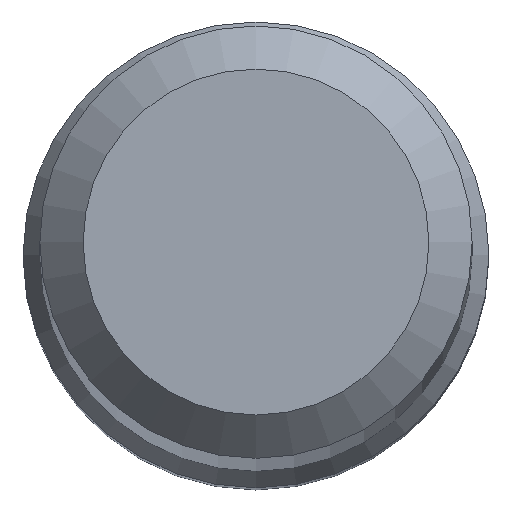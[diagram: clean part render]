
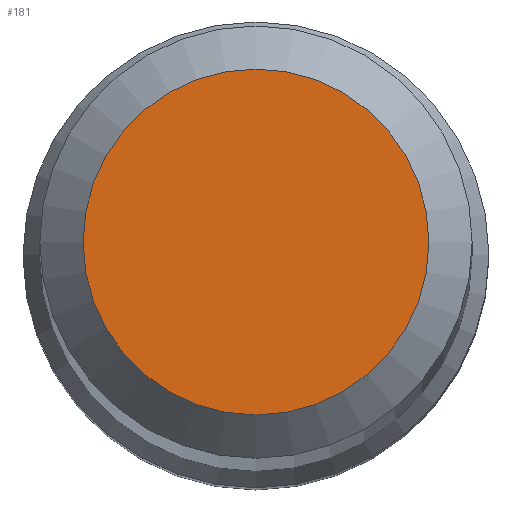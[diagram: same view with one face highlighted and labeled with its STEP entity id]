
A CAD part, top view. The second image highlights one B-rep face of the part: STEP entity #181.
In plain terms, the highlighted planar face has unit normal (0, 0, 1).
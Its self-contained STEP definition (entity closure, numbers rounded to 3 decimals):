
#3 = DIRECTION ( 'NONE',  ( 0., 1., 0. ) ) ;
#77 = DIRECTION ( 'NONE',  ( 0., 0., -1. ) ) ;
#81 = AXIS2_PLACEMENT_3D ( 'NONE', #89, #95, #228 ) ;
#89 = CARTESIAN_POINT ( 'NONE',  ( 0., 0., 80. ) ) ;
#95 = DIRECTION ( 'NONE',  ( 0., 0., -1. ) ) ;
#104 = CARTESIAN_POINT ( 'NONE',  ( 0., 0., 80. ) ) ;
#135 = ORIENTED_EDGE ( 'NONE', *, *, #174, .F. ) ;
#158 = AXIS2_PLACEMENT_3D ( 'NONE', #104, #77, #3 ) ;
#170 = CARTESIAN_POINT ( 'NONE',  ( 0., 1.6, 80. ) ) ;
#174 = EDGE_CURVE ( 'NONE', #177, #177, #183, .T. ) ;
#177 = VERTEX_POINT ( 'NONE', #170 ) ;
#181 = ADVANCED_FACE ( 'NONE', ( #210 ), #198, .F. ) ;
#183 = CIRCLE ( 'NONE', #158, 1.6 ) ;
#185 = EDGE_LOOP ( 'NONE', ( #135 ) ) ;
#198 = PLANE ( 'NONE',  #81 ) ;
#210 = FACE_OUTER_BOUND ( 'NONE', #185, .T. ) ;
#228 = DIRECTION ( 'NONE',  ( 0., 1., 0. ) ) ;
